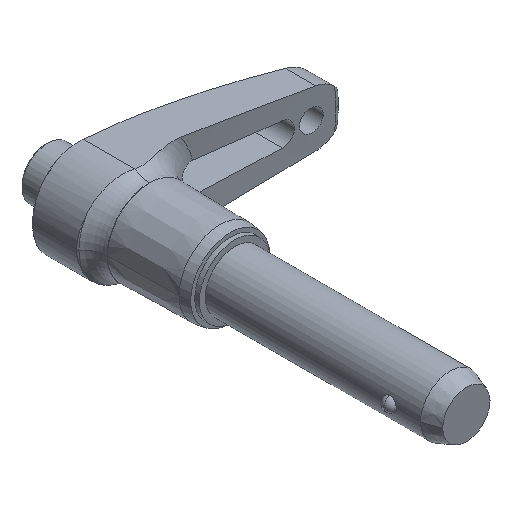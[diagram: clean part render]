
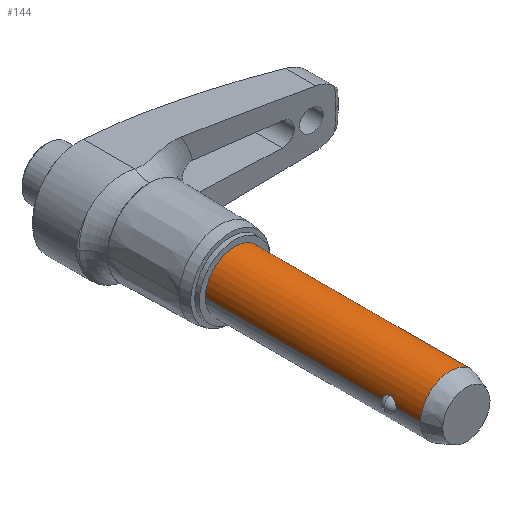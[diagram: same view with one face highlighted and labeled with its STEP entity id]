
A CAD part, isometric view. The second image highlights one B-rep face of the part: STEP entity #144.
In plain terms, the highlighted cylindrical face has radius 6.35 mm (diameter 12.7 mm), a partial arc.
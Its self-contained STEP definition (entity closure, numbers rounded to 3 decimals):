
#144=ADVANCED_FACE('',(#315),#316,.T.);
#315=FACE_OUTER_BOUND('',#513,.T.);
#316=CYLINDRICAL_SURFACE('',#514,6.35);
#513=EDGE_LOOP('',(#862,#863,#864,#865,#866,#867,#868,#869,#870,#871));
#514=AXIS2_PLACEMENT_3D('',#872,#873,#874);
#862=ORIENTED_EDGE('',*,*,#1311,.T.);
#863=ORIENTED_EDGE('',*,*,#1272,.T.);
#864=ORIENTED_EDGE('',*,*,#1284,.T.);
#865=ORIENTED_EDGE('',*,*,#1312,.T.);
#866=ORIENTED_EDGE('',*,*,#1313,.F.);
#867=ORIENTED_EDGE('',*,*,#1314,.T.);
#868=ORIENTED_EDGE('',*,*,#1315,.T.);
#869=ORIENTED_EDGE('',*,*,#1316,.T.);
#870=ORIENTED_EDGE('',*,*,#1317,.T.);
#871=ORIENTED_EDGE('',*,*,#1318,.T.);
#872=CARTESIAN_POINT('',(0.0,-24.892,0.0));
#873=DIRECTION('',(-0.0,1.0,0.0));
#874=DIRECTION('',(1.0,0.0,0.0));
#1272=EDGE_CURVE('',#1552,#1550,#1553,.T.);
#1284=EDGE_CURVE('',#1550,#1567,#1569,.T.);
#1311=EDGE_CURVE('',#1606,#1552,#1607,.T.);
#1312=EDGE_CURVE('',#1567,#1608,#1609,.T.);
#1313=EDGE_CURVE('',#1610,#1608,#1611,.T.);
#1314=EDGE_CURVE('',#1610,#1612,#1613,.T.);
#1315=EDGE_CURVE('',#1612,#1614,#1615,.T.);
#1316=EDGE_CURVE('',#1614,#1616,#1617,.T.);
#1317=EDGE_CURVE('',#1616,#1618,#1619,.T.);
#1318=EDGE_CURVE('',#1618,#1606,#1620,.T.);
#1550=VERTEX_POINT('',#2375);
#1552=VERTEX_POINT('',#2377);
#1553=B_SPLINE_CURVE_WITH_KNOTS('',3,(#2378,#2379,#2380,#2381,#2382,#2383,#2384,#2385,#2386,#2387,#2388,#2389,#2390,#2391),.UNSPECIFIED.,.F.,.F.,(4,2,2,2,2,2,4),(2.221,2.596,2.971,3.2,3.429,3.935,4.442),.UNSPECIFIED.);
#1567=VERTEX_POINT('',#2474);
#1569=B_SPLINE_CURVE_WITH_KNOTS('',3,(#2489,#2490,#2491,#2492,#2493,#2494,#2495,#2496,#2497,#2498,#2499,#2500,#2501,#2502),.UNSPECIFIED.,.F.,.F.,(4,2,2,2,2,2,4),(4.442,4.948,5.455,5.684,5.912,6.288,6.663),.UNSPECIFIED.);
#1606=VERTEX_POINT('',#2602);
#1607=LINE('',#2603,#2604);
#1608=VERTEX_POINT('',#2605);
#1609=LINE('',#2606,#2607);
#1610=VERTEX_POINT('',#2608);
#1611=CIRCLE('',#2609,6.35);
#1612=VERTEX_POINT('',#2610);
#1613=LINE('',#2611,#2612);
#1614=VERTEX_POINT('',#2613);
#1615=B_SPLINE_CURVE_WITH_KNOTS('',3,(#2614,#2615,#2616,#2617,#2618,#2619,#2620,#2621,#2622,#2623,#2624,#2625,#2626,#2627),.UNSPECIFIED.,.F.,.F.,(4,2,2,2,2,2,4),(6.663,7.038,7.413,7.642,7.871,8.377,8.884),.UNSPECIFIED.);
#1616=VERTEX_POINT('',#2628);
#1617=B_SPLINE_CURVE_WITH_KNOTS('',3,(#2629,#2630,#2631,#2632,#2633,#2634,#2635,#2636,#2637,#2638,#2639,#2640,#2641,#2642),.UNSPECIFIED.,.F.,.F.,(4,2,2,2,2,2,4),(0.0,0.507,1.013,1.242,1.471,1.846,2.221),.UNSPECIFIED.);
#1618=VERTEX_POINT('',#2643);
#1619=LINE('',#2644,#2645);
#1620=CIRCLE('',#2646,6.35);
#2375=CARTESIAN_POINT('',(6.172,-39.568,1.495));
#2377=CARTESIAN_POINT('',(6.35,-41.037,0.));
#2378=CARTESIAN_POINT('',(6.35,-41.037,0.0));
#2379=CARTESIAN_POINT('',(6.35,-41.037,0.125));
#2380=CARTESIAN_POINT('',(6.346,-41.021,0.261));
#2381=CARTESIAN_POINT('',(6.33,-40.952,0.522));
#2382=CARTESIAN_POINT('',(6.318,-40.899,0.648));
#2383=CARTESIAN_POINT('',(6.297,-40.8,0.822));
#2384=CARTESIAN_POINT('',(6.288,-40.753,0.891));
#2385=CARTESIAN_POINT('',(6.268,-40.649,1.019));
#2386=CARTESIAN_POINT('',(6.258,-40.591,1.079));
#2387=CARTESIAN_POINT('',(6.229,-40.409,1.24));
#2388=CARTESIAN_POINT('',(6.208,-40.254,1.336));
#2389=CARTESIAN_POINT('',(6.179,-39.918,1.464));
#2390=CARTESIAN_POINT('',(6.172,-39.737,1.495));
#2391=CARTESIAN_POINT('',(6.172,-39.568,1.495));
#2474=CARTESIAN_POINT('',(6.35,-38.1,0.));
#2489=CARTESIAN_POINT('',(6.172,-39.568,1.495));
#2490=CARTESIAN_POINT('',(6.172,-39.4,1.495));
#2491=CARTESIAN_POINT('',(6.179,-39.219,1.464));
#2492=CARTESIAN_POINT('',(6.208,-38.883,1.336));
#2493=CARTESIAN_POINT('',(6.229,-38.728,1.24));
#2494=CARTESIAN_POINT('',(6.258,-38.546,1.079));
#2495=CARTESIAN_POINT('',(6.268,-38.488,1.019));
#2496=CARTESIAN_POINT('',(6.288,-38.383,0.891));
#2497=CARTESIAN_POINT('',(6.297,-38.337,0.822));
#2498=CARTESIAN_POINT('',(6.318,-38.238,0.648));
#2499=CARTESIAN_POINT('',(6.33,-38.185,0.522));
#2500=CARTESIAN_POINT('',(6.346,-38.116,0.261));
#2501=CARTESIAN_POINT('',(6.35,-38.1,0.125));
#2502=CARTESIAN_POINT('',(6.35,-38.1,0.));
#2602=CARTESIAN_POINT('',(6.35,-46.279,0.0));
#2603=CARTESIAN_POINT('',(6.35,-24.892,0.));
#2604=VECTOR('',#3109,1.0);
#2605=CARTESIAN_POINT('',(6.35,0.0,0.0));
#2606=CARTESIAN_POINT('',(6.35,-24.892,0.));
#2607=VECTOR('',#3110,1.0);
#2608=CARTESIAN_POINT('',(-6.35,0.0,0.));
#2609=AXIS2_PLACEMENT_3D('',#3111,#3112,#3113);
#2610=CARTESIAN_POINT('',(-6.35,-38.1,0.));
#2611=CARTESIAN_POINT('',(-6.35,-24.892,0.));
#2612=VECTOR('',#3114,1.0);
#2613=CARTESIAN_POINT('',(-6.172,-39.568,1.495));
#2614=CARTESIAN_POINT('',(-6.35,-38.1,0.));
#2615=CARTESIAN_POINT('',(-6.35,-38.1,0.125));
#2616=CARTESIAN_POINT('',(-6.346,-38.116,0.261));
#2617=CARTESIAN_POINT('',(-6.33,-38.185,0.522));
#2618=CARTESIAN_POINT('',(-6.318,-38.238,0.648));
#2619=CARTESIAN_POINT('',(-6.297,-38.337,0.822));
#2620=CARTESIAN_POINT('',(-6.288,-38.383,0.891));
#2621=CARTESIAN_POINT('',(-6.268,-38.488,1.019));
#2622=CARTESIAN_POINT('',(-6.258,-38.546,1.079));
#2623=CARTESIAN_POINT('',(-6.229,-38.728,1.24));
#2624=CARTESIAN_POINT('',(-6.208,-38.883,1.336));
#2625=CARTESIAN_POINT('',(-6.179,-39.219,1.464));
#2626=CARTESIAN_POINT('',(-6.172,-39.4,1.495));
#2627=CARTESIAN_POINT('',(-6.172,-39.568,1.495));
#2628=CARTESIAN_POINT('',(-6.35,-41.037,0.));
#2629=CARTESIAN_POINT('',(-6.172,-39.568,1.495));
#2630=CARTESIAN_POINT('',(-6.172,-39.737,1.495));
#2631=CARTESIAN_POINT('',(-6.179,-39.918,1.464));
#2632=CARTESIAN_POINT('',(-6.208,-40.254,1.336));
#2633=CARTESIAN_POINT('',(-6.229,-40.409,1.24));
#2634=CARTESIAN_POINT('',(-6.258,-40.591,1.079));
#2635=CARTESIAN_POINT('',(-6.268,-40.649,1.019));
#2636=CARTESIAN_POINT('',(-6.288,-40.753,0.891));
#2637=CARTESIAN_POINT('',(-6.297,-40.8,0.822));
#2638=CARTESIAN_POINT('',(-6.318,-40.899,0.648));
#2639=CARTESIAN_POINT('',(-6.33,-40.952,0.522));
#2640=CARTESIAN_POINT('',(-6.346,-41.021,0.261));
#2641=CARTESIAN_POINT('',(-6.35,-41.037,0.125));
#2642=CARTESIAN_POINT('',(-6.35,-41.037,0.));
#2643=CARTESIAN_POINT('',(-6.35,-46.279,0.));
#2644=CARTESIAN_POINT('',(-6.35,-24.892,0.));
#2645=VECTOR('',#3115,1.0);
#2646=AXIS2_PLACEMENT_3D('',#3116,#3117,#3118);
#3109=DIRECTION('',(0.0,1.0,0.0));
#3110=DIRECTION('',(0.0,1.0,0.0));
#3111=CARTESIAN_POINT('',(0.0,0.0,0.0));
#3112=DIRECTION('',(-0.0,1.0,0.0));
#3113=DIRECTION('',(1.0,0.0,0.0));
#3114=DIRECTION('',(-0.0,-1.0,-0.0));
#3115=DIRECTION('',(-0.0,-1.0,-0.0));
#3116=CARTESIAN_POINT('',(0.0,-46.279,0.0));
#3117=DIRECTION('',(0.,1.0,0.0));
#3118=DIRECTION('',(1.0,0.,0.0));
